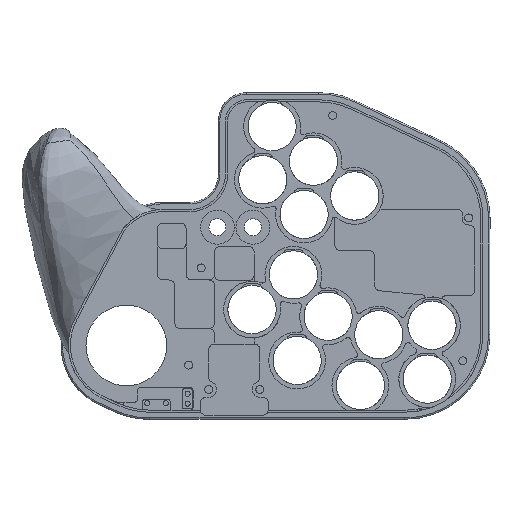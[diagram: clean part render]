
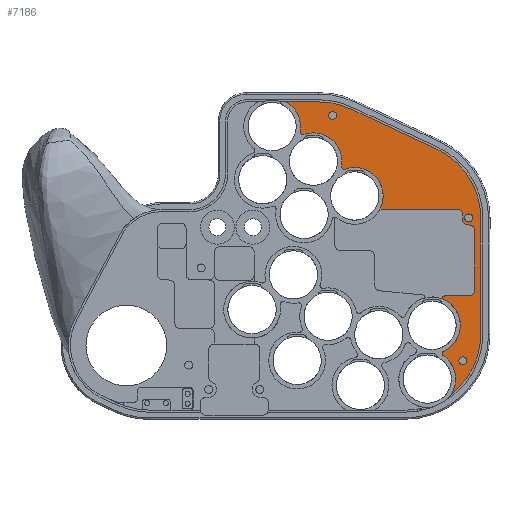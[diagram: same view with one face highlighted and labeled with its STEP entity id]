
A CAD part, front view. The second image highlights one B-rep face of the part: STEP entity #7186.
In plain terms, the highlighted planar face has unit normal (0, -1, 0).
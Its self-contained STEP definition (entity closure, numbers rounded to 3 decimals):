
#140=FACE_BOUND('',#785,.T.);
#141=FACE_BOUND('',#786,.T.);
#142=FACE_BOUND('',#787,.T.);
#197=PLANE('',#7680);
#365=FACE_OUTER_BOUND('',#784,.T.);
#784=EDGE_LOOP('',(#4858,#4859,#4860,#4861,#4862,#4863,#4864,#4865,#4866,
#4867,#4868,#4869,#4870,#4871,#4872,#4873,#4874,#4875,#4876,#4877,#4878,
#4879,#4880,#4881,#4882));
#785=EDGE_LOOP('',(#4883));
#786=EDGE_LOOP('',(#4884));
#787=EDGE_LOOP('',(#4885));
#1265=LINE('',#11032,#1833);
#1270=LINE('',#11047,#1838);
#1274=LINE('',#11059,#1842);
#1279=LINE('',#11071,#1847);
#1280=LINE('',#11074,#1848);
#1281=LINE('',#11086,#1849);
#1282=LINE('',#11090,#1850);
#1283=LINE('',#11094,#1851);
#1833=VECTOR('',#8676,10.);
#1838=VECTOR('',#8689,10.);
#1842=VECTOR('',#8701,10.);
#1847=VECTOR('',#8714,10.);
#1848=VECTOR('',#8717,10.);
#1849=VECTOR('',#8728,1000.);
#1850=VECTOR('',#8731,1000.);
#1851=VECTOR('',#8734,1000.);
#2418=CIRCLE('',#7666,2.);
#2420=CIRCLE('',#7670,2.);
#2422=CIRCLE('',#7674,2.);
#2423=CIRCLE('',#7677,2.);
#2425=CIRCLE('',#7681,1.);
#2426=CIRCLE('',#7682,10.);
#2427=CIRCLE('',#7683,1.);
#2428=CIRCLE('',#7684,10.);
#2429=CIRCLE('',#7685,26.75);
#2430=CIRCLE('',#7686,26.75);
#2431=CIRCLE('',#7687,26.75);
#2432=CIRCLE('',#7688,3.);
#2433=CIRCLE('',#7689,10.);
#2434=CIRCLE('',#7690,1.);
#2435=CIRCLE('',#7691,10.);
#2436=CIRCLE('',#7692,1.);
#2437=CIRCLE('',#7693,10.);
#2438=CIRCLE('',#7694,1.4);
#2439=CIRCLE('',#7695,1.4);
#2440=CIRCLE('',#7696,1.4);
#2937=VERTEX_POINT('',#11025);
#2938=VERTEX_POINT('',#11027);
#2939=VERTEX_POINT('',#11031);
#2943=VERTEX_POINT('',#11040);
#2944=VERTEX_POINT('',#11042);
#2945=VERTEX_POINT('',#11046);
#2948=VERTEX_POINT('',#11054);
#2949=VERTEX_POINT('',#11058);
#2951=VERTEX_POINT('',#11064);
#2953=VERTEX_POINT('',#11073);
#2954=VERTEX_POINT('',#11075);
#2955=VERTEX_POINT('',#11077);
#2956=VERTEX_POINT('',#11079);
#2957=VERTEX_POINT('',#11081);
#2958=VERTEX_POINT('',#11083);
#2959=VERTEX_POINT('',#11085);
#2960=VERTEX_POINT('',#11087);
#2961=VERTEX_POINT('',#11089);
#2962=VERTEX_POINT('',#11091);
#2963=VERTEX_POINT('',#11093);
#2964=VERTEX_POINT('',#11095);
#2965=VERTEX_POINT('',#11097);
#2966=VERTEX_POINT('',#11099);
#2967=VERTEX_POINT('',#11101);
#2968=VERTEX_POINT('',#11103);
#2969=VERTEX_POINT('',#11106);
#2970=VERTEX_POINT('',#11108);
#2971=VERTEX_POINT('',#11110);
#3682=EDGE_CURVE('',#2937,#2938,#2418,.T.);
#3684=EDGE_CURVE('',#2939,#2938,#1265,.T.);
#3689=EDGE_CURVE('',#2943,#2944,#2420,.T.);
#3691=EDGE_CURVE('',#2945,#2944,#1270,.T.);
#3695=EDGE_CURVE('',#2939,#2948,#2422,.T.);
#3697=EDGE_CURVE('',#2949,#2948,#1274,.T.);
#3700=EDGE_CURVE('',#2949,#2951,#2423,.T.);
#3704=EDGE_CURVE('',#2943,#2951,#1279,.T.);
#3705=EDGE_CURVE('',#2937,#2953,#1280,.T.);
#3706=EDGE_CURVE('',#2954,#2953,#2425,.T.);
#3707=EDGE_CURVE('',#2955,#2954,#2426,.T.);
#3708=EDGE_CURVE('',#2955,#2956,#2427,.T.);
#3709=EDGE_CURVE('',#2957,#2956,#2428,.T.);
#3710=EDGE_CURVE('',#2957,#2958,#2429,.T.);
#3711=EDGE_CURVE('',#2958,#2959,#1281,.T.);
#3712=EDGE_CURVE('',#2959,#2960,#2430,.T.);
#3713=EDGE_CURVE('',#2960,#2961,#1282,.T.);
#3714=EDGE_CURVE('',#2961,#2962,#2431,.T.);
#3715=EDGE_CURVE('',#2962,#2963,#1283,.T.);
#3716=EDGE_CURVE('',#2963,#2964,#2432,.T.);
#3717=EDGE_CURVE('',#2965,#2964,#2433,.T.);
#3718=EDGE_CURVE('',#2965,#2966,#2434,.T.);
#3719=EDGE_CURVE('',#2967,#2966,#2435,.T.);
#3720=EDGE_CURVE('',#2967,#2968,#2436,.T.);
#3721=EDGE_CURVE('',#2945,#2968,#2437,.T.);
#3722=EDGE_CURVE('',#2969,#2969,#2438,.T.);
#3723=EDGE_CURVE('',#2970,#2970,#2439,.T.);
#3724=EDGE_CURVE('',#2971,#2971,#2440,.T.);
#4858=ORIENTED_EDGE('',*,*,#3700,.F.);
#4859=ORIENTED_EDGE('',*,*,#3697,.T.);
#4860=ORIENTED_EDGE('',*,*,#3695,.F.);
#4861=ORIENTED_EDGE('',*,*,#3684,.T.);
#4862=ORIENTED_EDGE('',*,*,#3682,.F.);
#4863=ORIENTED_EDGE('',*,*,#3705,.T.);
#4864=ORIENTED_EDGE('',*,*,#3706,.F.);
#4865=ORIENTED_EDGE('',*,*,#3707,.F.);
#4866=ORIENTED_EDGE('',*,*,#3708,.T.);
#4867=ORIENTED_EDGE('',*,*,#3709,.F.);
#4868=ORIENTED_EDGE('',*,*,#3710,.T.);
#4869=ORIENTED_EDGE('',*,*,#3711,.T.);
#4870=ORIENTED_EDGE('',*,*,#3712,.T.);
#4871=ORIENTED_EDGE('',*,*,#3713,.T.);
#4872=ORIENTED_EDGE('',*,*,#3714,.T.);
#4873=ORIENTED_EDGE('',*,*,#3715,.T.);
#4874=ORIENTED_EDGE('',*,*,#3716,.T.);
#4875=ORIENTED_EDGE('',*,*,#3717,.F.);
#4876=ORIENTED_EDGE('',*,*,#3718,.T.);
#4877=ORIENTED_EDGE('',*,*,#3719,.F.);
#4878=ORIENTED_EDGE('',*,*,#3720,.T.);
#4879=ORIENTED_EDGE('',*,*,#3721,.F.);
#4880=ORIENTED_EDGE('',*,*,#3691,.T.);
#4881=ORIENTED_EDGE('',*,*,#3689,.F.);
#4882=ORIENTED_EDGE('',*,*,#3704,.T.);
#4883=ORIENTED_EDGE('',*,*,#3722,.F.);
#4884=ORIENTED_EDGE('',*,*,#3723,.F.);
#4885=ORIENTED_EDGE('',*,*,#3724,.F.);
#7186=ADVANCED_FACE('',(#365,#140,#141,#142),#197,.F.);
#7666=AXIS2_PLACEMENT_3D('',#11028,#8671,#8672);
#7670=AXIS2_PLACEMENT_3D('',#11043,#8684,#8685);
#7674=AXIS2_PLACEMENT_3D('',#11055,#8696,#8697);
#7677=AXIS2_PLACEMENT_3D('',#11065,#8706,#8707);
#7680=AXIS2_PLACEMENT_3D('',#11072,#8715,#8716);
#7681=AXIS2_PLACEMENT_3D('',#11076,#8718,#8719);
#7682=AXIS2_PLACEMENT_3D('',#11078,#8720,#8721);
#7683=AXIS2_PLACEMENT_3D('',#11080,#8722,#8723);
#7684=AXIS2_PLACEMENT_3D('',#11082,#8724,#8725);
#7685=AXIS2_PLACEMENT_3D('',#11084,#8726,#8727);
#7686=AXIS2_PLACEMENT_3D('',#11088,#8729,#8730);
#7687=AXIS2_PLACEMENT_3D('',#11092,#8732,#8733);
#7688=AXIS2_PLACEMENT_3D('',#11096,#8735,#8736);
#7689=AXIS2_PLACEMENT_3D('',#11098,#8737,#8738);
#7690=AXIS2_PLACEMENT_3D('',#11100,#8739,#8740);
#7691=AXIS2_PLACEMENT_3D('',#11102,#8741,#8742);
#7692=AXIS2_PLACEMENT_3D('',#11104,#8743,#8744);
#7693=AXIS2_PLACEMENT_3D('',#11105,#8745,#8746);
#7694=AXIS2_PLACEMENT_3D('',#11107,#8747,#8748);
#7695=AXIS2_PLACEMENT_3D('',#11109,#8749,#8750);
#7696=AXIS2_PLACEMENT_3D('',#11111,#8751,#8752);
#8671=DIRECTION('center_axis',(0.,-1.,0.));
#8672=DIRECTION('ref_axis',(0.707,0.,-0.707));
#8676=DIRECTION('',(0.,0.,-1.));
#8684=DIRECTION('center_axis',(0.,-1.,0.));
#8685=DIRECTION('ref_axis',(0.707,0.,0.707));
#8689=DIRECTION('',(1.,0.,0.));
#8696=DIRECTION('center_axis',(0.,-1.,0.));
#8697=DIRECTION('ref_axis',(0.707,0.,0.707));
#8701=DIRECTION('',(1.,0.,0.));
#8706=DIRECTION('center_axis',(0.,1.,0.));
#8707=DIRECTION('ref_axis',(-0.707,0.,-0.707));
#8714=DIRECTION('',(0.,0.,-1.));
#8715=DIRECTION('center_axis',(0.,1.,0.));
#8716=DIRECTION('ref_axis',(0.,0.,1.));
#8717=DIRECTION('',(-1.,0.,0.));
#8718=DIRECTION('center_axis',(0.,1.,0.));
#8719=DIRECTION('ref_axis',(-1.,0.,0.022));
#8720=DIRECTION('center_axis',(0.,-1.,0.));
#8721=DIRECTION('ref_axis',(0.,0.,1.));
#8722=DIRECTION('center_axis',(0.,-1.,0.));
#8723=DIRECTION('ref_axis',(0.,0.,1.));
#8724=DIRECTION('center_axis',(0.,-1.,0.));
#8725=DIRECTION('ref_axis',(0.,0.,1.));
#8726=DIRECTION('center_axis',(0.,-1.,0.));
#8727=DIRECTION('ref_axis',(0.,0.,1.));
#8728=DIRECTION('',(0.,0.,1.));
#8729=DIRECTION('center_axis',(0.,-1.,0.));
#8730=DIRECTION('ref_axis',(0.,0.,1.));
#8731=DIRECTION('',(-0.906,0.,0.423));
#8732=DIRECTION('center_axis',(0.,-1.,0.));
#8733=DIRECTION('ref_axis',(0.,0.,1.));
#8734=DIRECTION('',(-1.,0.,0.));
#8735=DIRECTION('center_axis',(0.,1.,0.));
#8736=DIRECTION('ref_axis',(0.,0.,1.));
#8737=DIRECTION('center_axis',(0.,-1.,0.));
#8738=DIRECTION('ref_axis',(0.,0.,1.));
#8739=DIRECTION('center_axis',(0.,-1.,0.));
#8740=DIRECTION('ref_axis',(0.,0.,1.));
#8741=DIRECTION('center_axis',(0.,-1.,0.));
#8742=DIRECTION('ref_axis',(0.,0.,1.));
#8743=DIRECTION('center_axis',(0.,-1.,0.));
#8744=DIRECTION('ref_axis',(0.,0.,1.));
#8745=DIRECTION('center_axis',(0.,-1.,0.));
#8746=DIRECTION('ref_axis',(0.,0.,1.));
#8747=DIRECTION('center_axis',(0.,-1.,0.));
#8748=DIRECTION('ref_axis',(0.,0.,-1.));
#8749=DIRECTION('center_axis',(0.,-1.,0.));
#8750=DIRECTION('ref_axis',(0.,0.,-1.));
#8751=DIRECTION('center_axis',(0.,-1.,0.));
#8752=DIRECTION('ref_axis',(0.,0.,-1.));
#11025=CARTESIAN_POINT('',(80.569,2.65,-13.716));
#11027=CARTESIAN_POINT('',(82.569,2.65,-11.716));
#11028=CARTESIAN_POINT('Origin',(80.569,2.65,-11.716));
#11031=CARTESIAN_POINT('',(82.569,2.65,9.284));
#11032=CARTESIAN_POINT('',(82.569,2.65,5.817));
#11040=CARTESIAN_POINT('',(78.352,2.65,14.866));
#11042=CARTESIAN_POINT('',(76.352,2.65,16.866));
#11043=CARTESIAN_POINT('Origin',(76.352,2.65,14.866));
#11046=CARTESIAN_POINT('',(49.279,2.65,16.866));
#11047=CARTESIAN_POINT('',(23.639,2.65,16.866));
#11054=CARTESIAN_POINT('',(80.569,2.65,11.284));
#11055=CARTESIAN_POINT('Origin',(80.569,2.65,9.284));
#11058=CARTESIAN_POINT('',(80.352,2.65,11.284));
#11059=CARTESIAN_POINT('',(38.176,2.65,11.284));
#11064=CARTESIAN_POINT('',(78.352,2.65,13.284));
#11065=CARTESIAN_POINT('Origin',(80.352,2.65,13.284));
#11071=CARTESIAN_POINT('',(78.352,2.65,8.608));
#11072=CARTESIAN_POINT('Origin',(-2.,2.65,0.35));
#11073=CARTESIAN_POINT('',(72.091,2.65,-13.716));
#11074=CARTESIAN_POINT('',(40.284,2.65,-13.716));
#11075=CARTESIAN_POINT('',(71.091,2.65,-14.693));
#11076=CARTESIAN_POINT('Origin',(72.091,2.65,-14.716));
#11077=CARTESIAN_POINT('',(71.849,2.65,-33.1));
#11078=CARTESIAN_POINT('Origin',(67.58,2.65,-24.057));
#11079=CARTESIAN_POINT('',(71.698,2.65,-34.82));
#11080=CARTESIAN_POINT('Origin',(72.276,2.65,-34.004));
#11081=CARTESIAN_POINT('',(74.409,2.65,-48.276));
#11082=CARTESIAN_POINT('Origin',(65.924,2.65,-42.984));
#11083=CARTESIAN_POINT('',(84.75,2.65,-27.15));
#11084=CARTESIAN_POINT('Origin',(58.,2.65,-27.15));
#11085=CARTESIAN_POINT('',(84.75,2.65,13.738));
#11086=CARTESIAN_POINT('',(84.75,2.65,-27.15));
#11087=CARTESIAN_POINT('',(69.305,2.65,37.982));
#11088=CARTESIAN_POINT('Origin',(58.,2.65,13.738));
#11089=CARTESIAN_POINT('',(39.042,2.65,52.094));
#11090=CARTESIAN_POINT('',(69.305,2.65,37.982));
#11091=CARTESIAN_POINT('',(27.736,2.65,54.6));
#11092=CARTESIAN_POINT('Origin',(27.736,2.65,27.85));
#11093=CARTESIAN_POINT('',(15.377,2.65,54.6));
#11094=CARTESIAN_POINT('',(27.736,2.65,54.6));
#11095=CARTESIAN_POINT('',(17.124,2.65,54.038));
#11096=CARTESIAN_POINT('Origin',(15.377,2.65,51.6));
#11097=CARTESIAN_POINT('',(21.156,2.65,44.221));
#11098=CARTESIAN_POINT('Origin',(11.299,2.65,45.91));
#11099=CARTESIAN_POINT('',(22.479,2.65,43.11));
#11100=CARTESIAN_POINT('Origin',(22.141,2.65,44.052));
#11101=CARTESIAN_POINT('',(35.71,2.65,32.008));
#11102=CARTESIAN_POINT('Origin',(25.854,2.65,33.697));
#11103=CARTESIAN_POINT('',(37.034,2.65,30.897));
#11104=CARTESIAN_POINT('Origin',(36.696,2.65,31.839));
#11105=CARTESIAN_POINT('Origin',(40.409,2.65,21.484));
#11106=CARTESIAN_POINT('',(78.454,2.65,-35.125));
#11107=CARTESIAN_POINT('Origin',(78.454,2.65,-36.525));
#11108=CARTESIAN_POINT('',(80.5,2.65,15.138));
#11109=CARTESIAN_POINT('Origin',(80.5,2.65,13.738));
#11110=CARTESIAN_POINT('',(32.606,2.65,51.217));
#11111=CARTESIAN_POINT('Origin',(32.606,2.65,49.817));
